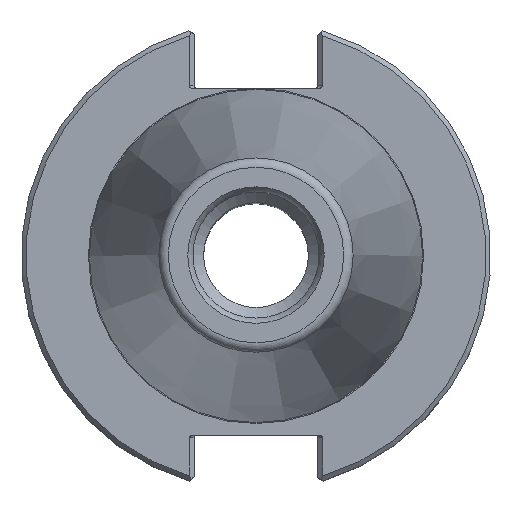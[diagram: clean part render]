
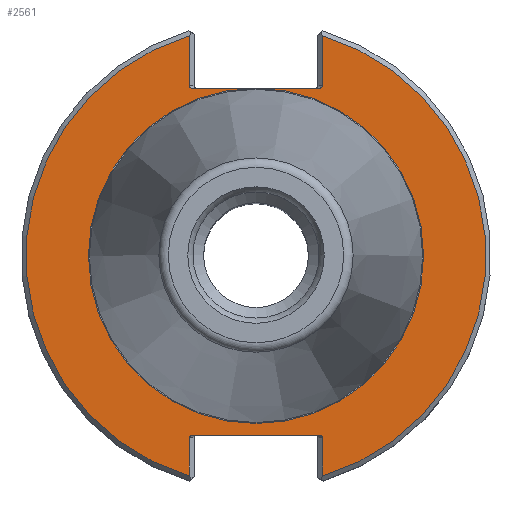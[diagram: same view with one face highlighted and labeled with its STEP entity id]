
A CAD part, top view. The second image highlights one B-rep face of the part: STEP entity #2561.
In plain terms, the highlighted planar face has unit normal (0, 0, 1).
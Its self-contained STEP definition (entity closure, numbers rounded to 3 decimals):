
#35=ELLIPSE('',#2706,0.707,0.5);
#36=ELLIPSE('',#2710,0.707,0.5);
#37=ELLIPSE('',#2711,0.707,0.5);
#38=ELLIPSE('',#2713,0.707,0.5);
#47=LINE('',#3487,#120);
#61=LINE('',#3537,#134);
#62=LINE('',#3541,#135);
#63=LINE('',#3545,#136);
#64=LINE('',#3549,#137);
#65=LINE('',#3552,#138);
#120=VECTOR('',#2951,1000.);
#134=VECTOR('',#2995,1000.);
#135=VECTOR('',#2998,1000.);
#136=VECTOR('',#3001,1000.);
#137=VECTOR('',#3004,1000.);
#138=VECTOR('',#3007,1000.);
#363=ORIENTED_EDGE('',*,*,#834,.F.);
#364=ORIENTED_EDGE('',*,*,#835,.T.);
#365=ORIENTED_EDGE('',*,*,#836,.T.);
#366=ORIENTED_EDGE('',*,*,#837,.F.);
#367=ORIENTED_EDGE('',*,*,#838,.F.);
#368=ORIENTED_EDGE('',*,*,#839,.F.);
#369=ORIENTED_EDGE('',*,*,#840,.T.);
#370=ORIENTED_EDGE('',*,*,#841,.T.);
#371=ORIENTED_EDGE('',*,*,#842,.T.);
#372=ORIENTED_EDGE('',*,*,#843,.F.);
#373=ORIENTED_EDGE('',*,*,#811,.F.);
#374=ORIENTED_EDGE('',*,*,#833,.F.);
#375=ORIENTED_EDGE('',*,*,#844,.T.);
#811=EDGE_CURVE('',#1052,#1053,#47,.T.);
#833=EDGE_CURVE('',#1070,#1052,#35,.T.);
#834=EDGE_CURVE('',#1071,#1071,#1228,.T.);
#835=EDGE_CURVE('',#1072,#1073,#1229,.T.);
#836=EDGE_CURVE('',#1073,#1074,#61,.T.);
#837=EDGE_CURVE('',#1075,#1074,#36,.T.);
#838=EDGE_CURVE('',#1076,#1075,#62,.T.);
#839=EDGE_CURVE('',#1077,#1076,#37,.T.);
#840=EDGE_CURVE('',#1077,#1078,#63,.T.);
#841=EDGE_CURVE('',#1078,#1079,#1230,.T.);
#842=EDGE_CURVE('',#1079,#1080,#64,.T.);
#843=EDGE_CURVE('',#1053,#1080,#38,.T.);
#844=EDGE_CURVE('',#1070,#1072,#65,.T.);
#1052=VERTEX_POINT('',#3486);
#1053=VERTEX_POINT('',#3488);
#1070=VERTEX_POINT('',#3529);
#1071=VERTEX_POINT('',#3533);
#1072=VERTEX_POINT('',#3535);
#1073=VERTEX_POINT('',#3536);
#1074=VERTEX_POINT('',#3538);
#1075=VERTEX_POINT('',#3540);
#1076=VERTEX_POINT('',#3542);
#1077=VERTEX_POINT('',#3544);
#1078=VERTEX_POINT('',#3546);
#1079=VERTEX_POINT('',#3548);
#1080=VERTEX_POINT('',#3550);
#1228=CIRCLE('',#2708,35.118);
#1229=CIRCLE('',#2709,48.21);
#1230=CIRCLE('',#2712,48.21);
#1337=EDGE_LOOP('',(#363));
#1338=EDGE_LOOP('',(#364,#365,#366,#367,#368,#369,#370,#371,#372,#373,#374,
#375));
#1512=FACE_BOUND('',#1337,.T.);
#1513=FACE_BOUND('',#1338,.T.);
#1672=PLANE('',#2707);
#2561=ADVANCED_FACE('',(#1512,#1513),#1672,.T.);
#2706=AXIS2_PLACEMENT_3D('',#3530,#2987,#2988);
#2707=AXIS2_PLACEMENT_3D('',#3531,#2989,#2990);
#2708=AXIS2_PLACEMENT_3D('',#3532,#2991,#2992);
#2709=AXIS2_PLACEMENT_3D('',#3534,#2993,#2994);
#2710=AXIS2_PLACEMENT_3D('',#3539,#2996,#2997);
#2711=AXIS2_PLACEMENT_3D('',#3543,#2999,#3000);
#2712=AXIS2_PLACEMENT_3D('',#3547,#3002,#3003);
#2713=AXIS2_PLACEMENT_3D('',#3551,#3005,#3006);
#2951=DIRECTION('',(1.,0.,0.));
#2987=DIRECTION('',(0.,0.,1.));
#2988=DIRECTION('',(-1.,0.,0.));
#2989=DIRECTION('',(0.,0.,1.));
#2990=DIRECTION('',(1.,0.,0.));
#2991=DIRECTION('',(0.,0.,1.));
#2992=DIRECTION('',(1.,0.,0.));
#2993=DIRECTION('',(0.,0.,1.));
#2994=DIRECTION('',(1.,0.,0.));
#2995=DIRECTION('',(0.,1.,0.));
#2996=DIRECTION('',(0.,0.,1.));
#2997=DIRECTION('',(1.,0.,0.));
#2998=DIRECTION('',(-1.,0.,0.));
#2999=DIRECTION('',(0.,0.,1.));
#3000=DIRECTION('',(1.,0.,0.));
#3001=DIRECTION('',(0.,-1.,0.));
#3002=DIRECTION('',(0.,0.,1.));
#3003=DIRECTION('',(1.,0.,0.));
#3004=DIRECTION('',(0.,-1.,0.));
#3005=DIRECTION('',(0.,0.,1.));
#3006=DIRECTION('',(-1.,0.,0.));
#3007=DIRECTION('',(0.,1.,0.));
#3486=CARTESIAN_POINT('',(-13.248,35.16,-3.17));
#3487=CARTESIAN_POINT('',(-12.955,35.16,-3.17));
#3488=CARTESIAN_POINT('',(13.248,35.16,-3.17));
#3529=CARTESIAN_POINT('',(-13.955,35.66,-3.17));
#3530=CARTESIAN_POINT('',(-13.248,35.66,-3.17));
#3531=CARTESIAN_POINT('',(35.118,0.,-3.17));
#3532=CARTESIAN_POINT('',(0.,0.,-3.17));
#3533=CARTESIAN_POINT('',(35.118,0.,-3.17));
#3534=CARTESIAN_POINT('',(0.,0.,-3.17));
#3535=CARTESIAN_POINT('',(-13.955,46.146,-3.17));
#3536=CARTESIAN_POINT('',(-13.955,-46.146,-3.17));
#3537=CARTESIAN_POINT('',(-13.955,-37.57,-3.17));
#3538=CARTESIAN_POINT('',(-13.955,-38.07,-3.17));
#3539=CARTESIAN_POINT('',(-13.248,-38.07,-3.17));
#3540=CARTESIAN_POINT('',(-13.248,-37.57,-3.17));
#3541=CARTESIAN_POINT('',(12.955,-37.57,-3.17));
#3542=CARTESIAN_POINT('',(13.248,-37.57,-3.17));
#3543=CARTESIAN_POINT('',(13.248,-38.07,-3.17));
#3544=CARTESIAN_POINT('',(13.955,-38.07,-3.17));
#3545=CARTESIAN_POINT('',(13.955,-47.619,-3.17));
#3546=CARTESIAN_POINT('',(13.955,-46.146,-3.17));
#3547=CARTESIAN_POINT('',(0.,0.,-3.17));
#3548=CARTESIAN_POINT('',(13.955,46.146,-3.17));
#3549=CARTESIAN_POINT('',(13.955,35.16,-3.17));
#3550=CARTESIAN_POINT('',(13.955,35.66,-3.17));
#3551=CARTESIAN_POINT('',(13.248,35.66,-3.17));
#3552=CARTESIAN_POINT('',(-13.955,47.619,-3.17));
